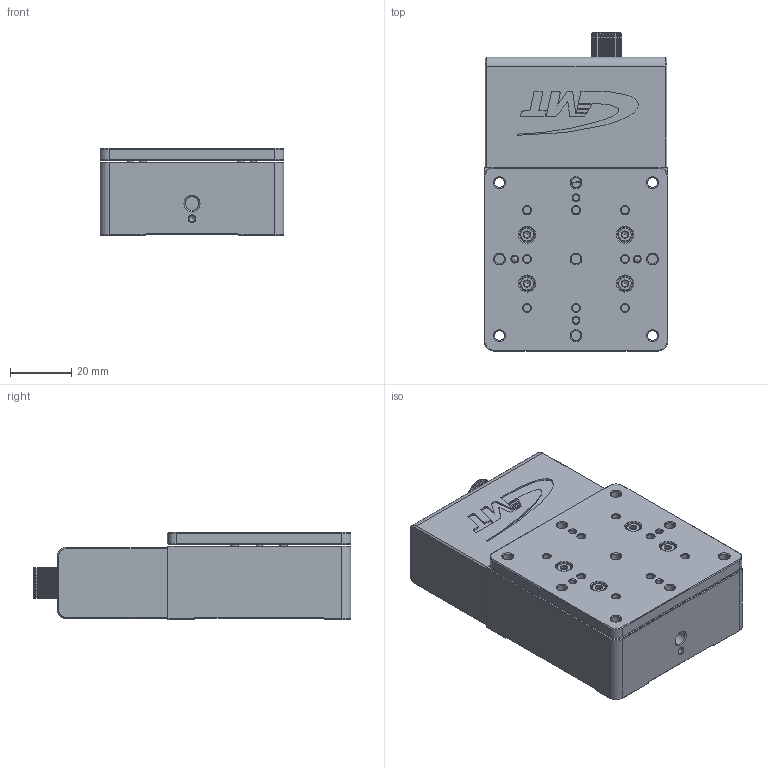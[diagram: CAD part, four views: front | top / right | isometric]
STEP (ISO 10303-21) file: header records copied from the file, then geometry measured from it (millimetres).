
FILE_DESCRIPTION(/* description */ (''),/* implementation_level */ '2;1');
FILE_NAME(/* name */ 'ASM-LCT-001-PUP',/* time_stamp */ '2022-03-07T22:11:35+01:00',/* author */ (''),/* organization */ (''),/* preprocessor_version */ 'ST-DEVELOPER v16.7',/* originating_system */ 'Solid Edge',/* authorisation */ 'Unknown');
FILE_SCHEMA (('AUTOMOTIVE_DESIGN {1 0 10303 214 3 1 1}'));
Length unit declared in the file: millimetre
Products named in the file (1): ASM-LCT-001-PUP
Bounding box: 60 x 103.9 x 28.5 mm (x, y, z)
Volume: 146597.5 mm3; surface area: 32987.8 mm2
Topology: 10 solids, 13 shells, 571 faces, 1334 edges, 806 vertices
Faces by surface type: plane 261, cone 172, cylinder 115, torus 12, bspline 7, sphere 4
Full cylindrical faces by diameter (mm): 2 x8, 2.459 x8, 2.5 x4, 2.7 x4, 3.242 x9, 4.3 x4, 4.5 x1, 4.68 x4, 5 x5, 5.8 x2, 7.3 x3, 10.5 x1
Entity records: 16345 total; most frequent: CARTESIAN_POINT 3088, DIRECTION 2466, ORIENTED_EDGE 2238, EDGE_CURVE 1119, AXIS2_PLACEMENT_3D 972, FACE_BOUND 802, EDGE_LOOP 794, VERTEX_POINT 749
